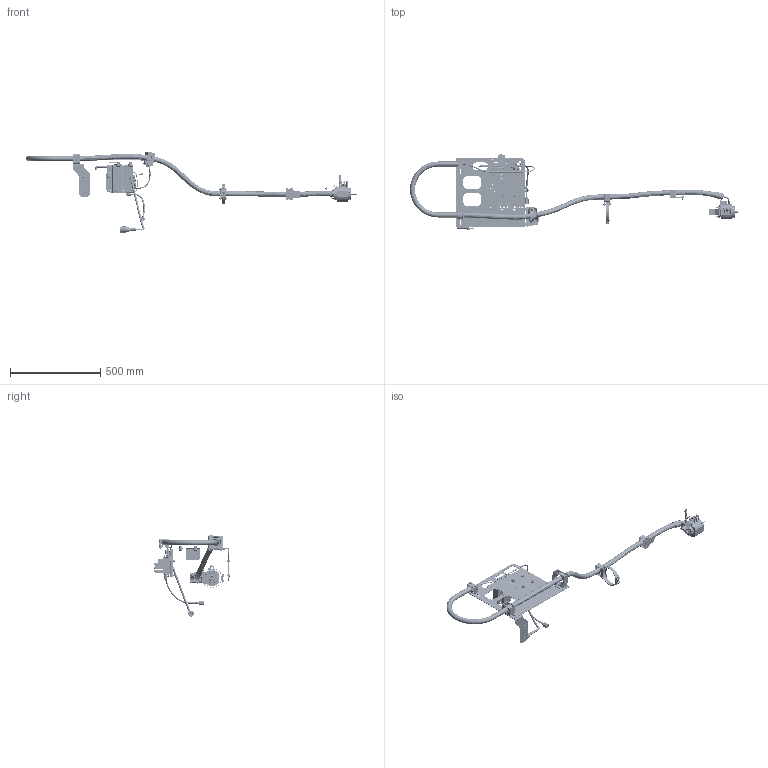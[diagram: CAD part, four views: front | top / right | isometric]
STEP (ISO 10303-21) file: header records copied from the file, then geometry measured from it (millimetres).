
FILE_DESCRIPTION (( 'STEP AP203' ), '1' );
FILE_NAME ('TS106-206.STEP', '2019-11-21T15:00:17', ( '' ), ( '' ), 'SwSTEP 2.0', 'SolidWorks 2017', '' );
FILE_SCHEMA (( 'CONFIG_CONTROL_DESIGN' ));
Length unit declared in the file: millimetre
Products named in the file (1): TS106-206
Bounding box: 1838.15 x 423.36 x 449.72 mm (x, y, z)
Volume: 3053758.2 mm3; surface area: 1448944.7 mm2
Topology: 193 solids, 211 shells, 7886 faces, 19195 edges, 12157 vertices
Faces by surface type: plane 3017, cylinder 2692, bspline 1059, cone 580, torus 448, sphere 90
Entity records: 284884 total; most frequent: CARTESIAN_POINT 102961, ORIENTED_EDGE 38098, DIRECTION 37039, EDGE_CURVE 19049, AXIS2_PLACEMENT_3D 13972, VERTEX_POINT 12154, VECTOR 9095, LINE 9095
